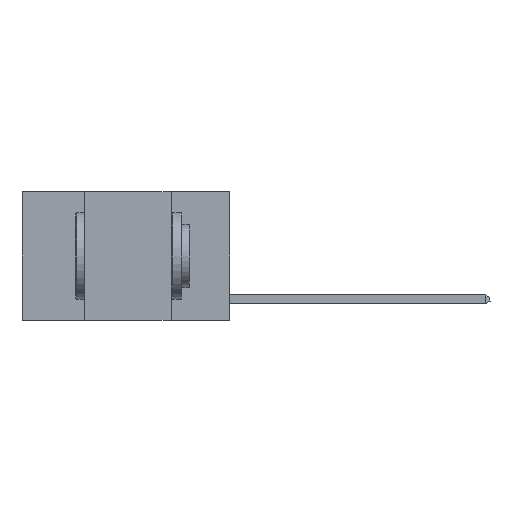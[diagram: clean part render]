
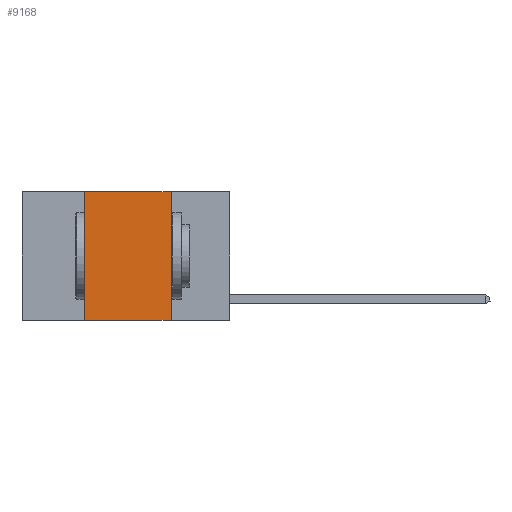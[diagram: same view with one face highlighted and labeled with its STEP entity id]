
A CAD part, left-side view. The second image highlights one B-rep face of the part: STEP entity #9168.
In plain terms, the highlighted planar face has unit normal (-1, 0, 0).
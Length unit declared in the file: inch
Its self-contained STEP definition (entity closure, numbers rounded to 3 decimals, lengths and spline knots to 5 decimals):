
#1 = LINE ( 'NONE', #4993, #6176 ) ;
#232 = AXIS2_PLACEMENT_3D ( 'NONE', #9109, #2685, #2766 ) ;
#241 = CARTESIAN_POINT ( 'NONE',  ( 0., 0.42, 0. ) ) ;
#301 = ORIENTED_EDGE ( 'NONE', *, *, #5003, .F. ) ;
#740 = CARTESIAN_POINT ( 'NONE',  ( 0., 0.42, -0.37 ) ) ;
#1058 = EDGE_CURVE ( 'NONE', #12343, #5051, #7677, .T. ) ;
#1100 = DIRECTION ( 'NONE',  ( 0., 0., -1. ) ) ;
#1346 = ORIENTED_EDGE ( 'NONE', *, *, #13866, .T. ) ;
#2685 = DIRECTION ( 'NONE',  ( 1., 0., 0. ) ) ;
#2766 = DIRECTION ( 'NONE',  ( 0., 0., -1. ) ) ;
#3077 = ORIENTED_EDGE ( 'NONE', *, *, #9923, .F. ) ;
#3367 = DIRECTION ( 'NONE',  ( 0., -1., 0. ) ) ;
#4430 = EDGE_LOOP ( 'NONE', ( #3077, #301, #12887, #1346 ) ) ;
#4866 = VERTEX_POINT ( 'NONE', #5893 ) ;
#4993 = CARTESIAN_POINT ( 'NONE',  ( 0., 0.6, 0. ) ) ;
#5003 = EDGE_CURVE ( 'NONE', #5051, #4866, #1, .T. ) ;
#5051 = VERTEX_POINT ( 'NONE', #241 ) ;
#5893 = CARTESIAN_POINT ( 'NONE',  ( 0., 0.17, 0. ) ) ;
#6127 = DIRECTION ( 'NONE',  ( 0., -1., 0. ) ) ;
#6176 = VECTOR ( 'NONE', #3367, 39.37008 ) ;
#7075 = VECTOR ( 'NONE', #6127, 39.37008 ) ;
#7502 = CARTESIAN_POINT ( 'NONE',  ( 0., 0.42, 0. ) ) ;
#7677 = LINE ( 'NONE', #7502, #11559 ) ;
#7960 = FACE_OUTER_BOUND ( 'NONE', #4430, .T. ) ;
#9109 = CARTESIAN_POINT ( 'NONE',  ( 0., 0.6, 0. ) ) ;
#9168 = ADVANCED_FACE ( 'NONE', ( #7960 ), #14151, .F. ) ;
#9787 = CARTESIAN_POINT ( 'NONE',  ( 0., 0.6, -0.37 ) ) ;
#9923 = EDGE_CURVE ( 'NONE', #4866, #12277, #16096, .T. ) ;
#11011 = LINE ( 'NONE', #9787, #7075 ) ;
#11559 = VECTOR ( 'NONE', #13841, 39.37008 ) ;
#11585 = CARTESIAN_POINT ( 'NONE',  ( 0., 0.17, -0.37 ) ) ;
#12277 = VERTEX_POINT ( 'NONE', #11585 ) ;
#12343 = VERTEX_POINT ( 'NONE', #740 ) ;
#12887 = ORIENTED_EDGE ( 'NONE', *, *, #1058, .F. ) ;
#13841 = DIRECTION ( 'NONE',  ( 0., 0., 1. ) ) ;
#13866 = EDGE_CURVE ( 'NONE', #12343, #12277, #11011, .T. ) ;
#14151 = PLANE ( 'NONE',  #232 ) ;
#14291 = VECTOR ( 'NONE', #1100, 39.37008 ) ;
#14621 = CARTESIAN_POINT ( 'NONE',  ( 0., 0.17, 0. ) ) ;
#16096 = LINE ( 'NONE', #14621, #14291 ) ;
